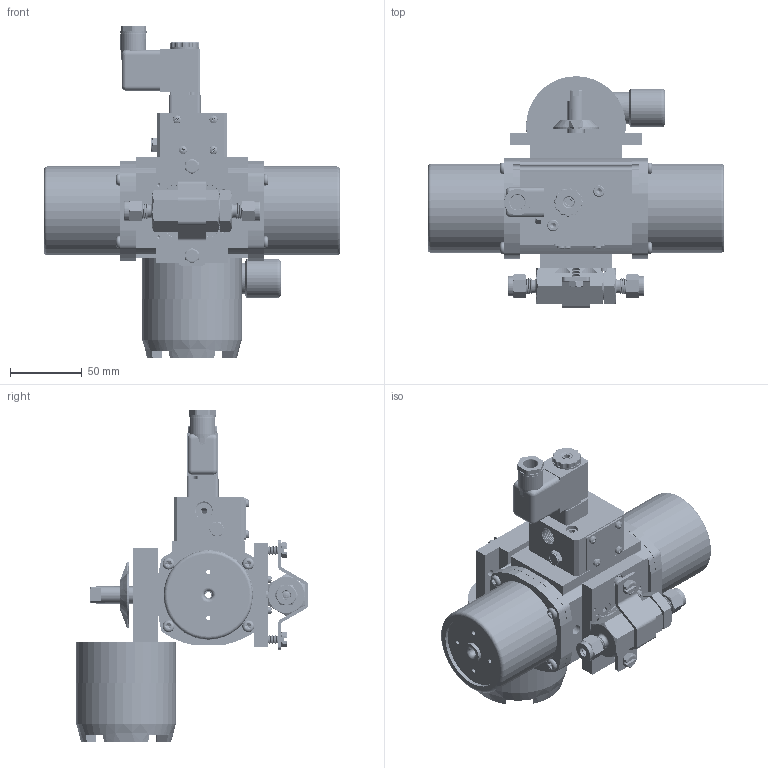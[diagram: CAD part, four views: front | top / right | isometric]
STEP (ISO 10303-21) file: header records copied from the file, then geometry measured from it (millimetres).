
FILE_DESCRIPTION (( 'STEP AP203' ), '1' );
FILE_NAME ('8204XXC4A512SR3GPDSLS.step', '2018-04-19T15:48:39', ( '' ), ( '' ), 'SwSTEP 2.0', 'SolidWorks 2017', '' );
FILE_SCHEMA (( 'CONFIG_CONTROL_DESIGN' ));
Length unit declared in the file: inch
Products named in the file (1): 8204XXC4A512SR3GPDSLS
Bounding box: 206.38 x 161.26 x 231.11 mm (x, y, z)
Volume: 769511.5 mm3; surface area: 323437 mm2
Topology: 72 solids, 72 shells, 5735 faces, 14974 edges, 9397 vertices
Faces by surface type: cylinder 2807, cone 1574, plane 972, torus 196, bspline 168, sphere 18
Entity records: 228062 total; most frequent: CARTESIAN_POINT 92542, ORIENTED_EDGE 29608, DIRECTION 28404, EDGE_CURVE 14804, AXIS2_PLACEMENT_3D 11386, VERTEX_POINT 9393, EDGE_LOOP 6167, CIRCLE 5818
